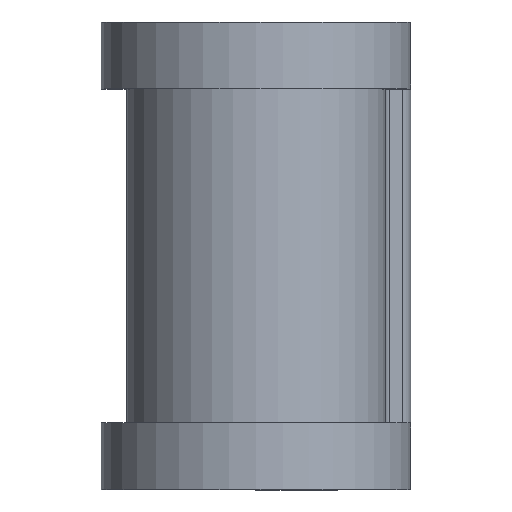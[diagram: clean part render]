
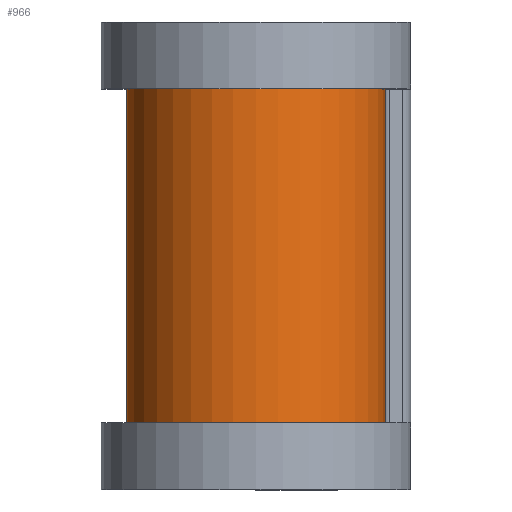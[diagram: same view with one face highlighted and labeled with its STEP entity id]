
A CAD part, top view. The second image highlights one B-rep face of the part: STEP entity #966.
In plain terms, the highlighted cylindrical face has radius 7.887 mm (diameter 15.773 mm), a partial arc.
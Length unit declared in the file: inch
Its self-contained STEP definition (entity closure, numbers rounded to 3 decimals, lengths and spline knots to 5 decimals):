
#108 = CARTESIAN_POINT ( 'NONE',  ( 0., 0.5, -0.3105 ) ) ;
#149 = AXIS2_PLACEMENT_3D ( 'NONE', #393, #1328, #520 ) ;
#153 = CIRCLE ( 'NONE', #149, 0.3105 ) ;
#154 = VECTOR ( 'NONE', #1654, 39.37008 ) ;
#167 = VERTEX_POINT ( 'NONE', #256 ) ;
#256 = CARTESIAN_POINT ( 'NONE',  ( 0., -0.4, -0.3105 ) ) ;
#318 = EDGE_CURVE ( 'NONE', #1384, #167, #759, .T. ) ;
#324 = CARTESIAN_POINT ( 'NONE',  ( 0.3105, 0.4, 0. ) ) ;
#393 = CARTESIAN_POINT ( 'NONE',  ( 0., 0.4, 0. ) ) ;
#395 = CYLINDRICAL_SURFACE ( 'NONE', #692, 0.3105 ) ;
#452 = CIRCLE ( 'NONE', #566, 0.3105 ) ;
#472 = LINE ( 'NONE', #1008, #154 ) ;
#520 = DIRECTION ( 'NONE',  ( 0., 0., -1. ) ) ;
#566 = AXIS2_PLACEMENT_3D ( 'NONE', #964, #847, #836 ) ;
#692 = AXIS2_PLACEMENT_3D ( 'NONE', #1658, #1178, #1340 ) ;
#759 = LINE ( 'NONE', #108, #803 ) ;
#796 = EDGE_CURVE ( 'NONE', #1511, #167, #452, .T. ) ;
#803 = VECTOR ( 'NONE', #864, 39.37008 ) ;
#836 = DIRECTION ( 'NONE',  ( 0., 0., -1. ) ) ;
#847 = DIRECTION ( 'NONE',  ( 0., -1., 0. ) ) ;
#864 = DIRECTION ( 'NONE',  ( 0., -1., 0. ) ) ;
#891 = ORIENTED_EDGE ( 'NONE', *, *, #796, .F. ) ;
#935 = EDGE_CURVE ( 'NONE', #1650, #1511, #472, .T. ) ;
#938 = ORIENTED_EDGE ( 'NONE', *, *, #318, .T. ) ;
#962 = ORIENTED_EDGE ( 'NONE', *, *, #935, .F. ) ;
#964 = CARTESIAN_POINT ( 'NONE',  ( 0., -0.4, 0. ) ) ;
#966 = ADVANCED_FACE ( 'NONE', ( #1058 ), #395, .T. ) ;
#1008 = CARTESIAN_POINT ( 'NONE',  ( 0.3105, 0.5, 0. ) ) ;
#1058 = FACE_OUTER_BOUND ( 'NONE', #1541, .T. ) ;
#1175 = CARTESIAN_POINT ( 'NONE',  ( 0.3105, -0.4, 0. ) ) ;
#1178 = DIRECTION ( 'NONE',  ( 0., -1., 0. ) ) ;
#1213 = ORIENTED_EDGE ( 'NONE', *, *, #1468, .T. ) ;
#1293 = CARTESIAN_POINT ( 'NONE',  ( 0., 0.4, -0.3105 ) ) ;
#1328 = DIRECTION ( 'NONE',  ( 0., -1., 0. ) ) ;
#1340 = DIRECTION ( 'NONE',  ( 0., 0., -1. ) ) ;
#1384 = VERTEX_POINT ( 'NONE', #1293 ) ;
#1468 = EDGE_CURVE ( 'NONE', #1650, #1384, #153, .T. ) ;
#1511 = VERTEX_POINT ( 'NONE', #1175 ) ;
#1541 = EDGE_LOOP ( 'NONE', ( #962, #1213, #938, #891 ) ) ;
#1650 = VERTEX_POINT ( 'NONE', #324 ) ;
#1654 = DIRECTION ( 'NONE',  ( 0., -1., 0. ) ) ;
#1658 = CARTESIAN_POINT ( 'NONE',  ( 0., 0.5, 0. ) ) ;
